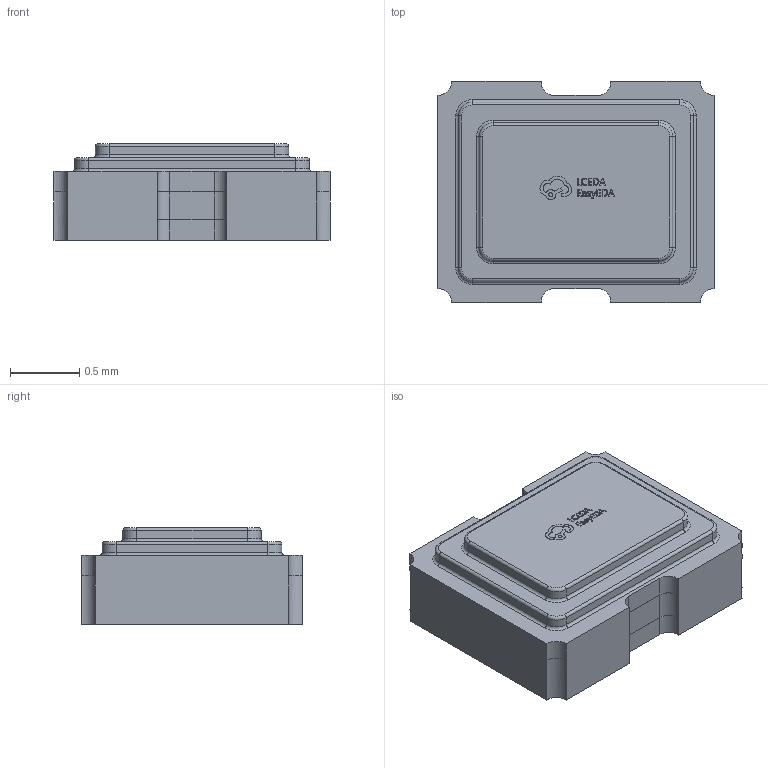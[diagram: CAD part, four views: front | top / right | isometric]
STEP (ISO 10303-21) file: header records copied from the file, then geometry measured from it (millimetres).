
FILE_DESCRIPTION (( 'STEP AP214' ), '1' );
FILE_NAME ('OSC-SMD_4P-L2.0-W1.6-H0.7-BL_1XXD.step', '2022-07-07T03:17:25', ( '' ), ( '' ), 'SwSTEP 2.0', 'SolidWorks 2020', '' );
FILE_SCHEMA (( 'AUTOMOTIVE_DESIGN' ));
Length unit declared in the file: millimetre
Products named in the file (1): OSC-SMD_4P-L2.0-W1.6-H0.7-BL_1XXD
Bounding box: 2 x 1.6 x 0.7 mm (x, y, z)
Volume: 1.9 mm3; surface area: 10.7 mm2
Topology: 1 solids, 1 shells, 437 faces, 1181 edges, 774 vertices
Faces by surface type: plane 253, bspline 112, cylinder 56, torus 16
Entity records: 18949 total; most frequent: CARTESIAN_POINT 4497, ORIENTED_EDGE 2362, DIRECTION 1741, EDGE_CURVE 1181, LINE 817, VECTOR 817, VERTEX_POINT 774, EDGE_LOOP 465
